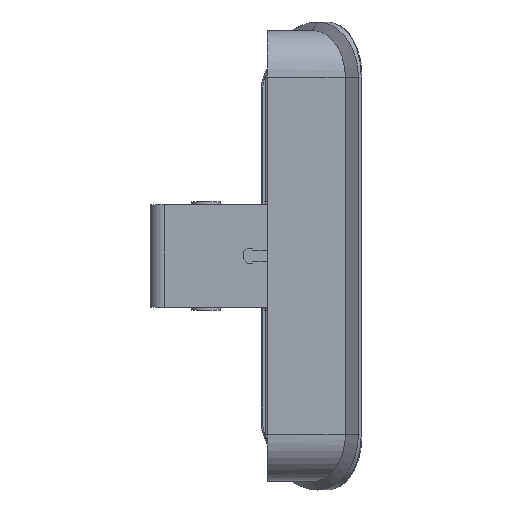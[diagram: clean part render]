
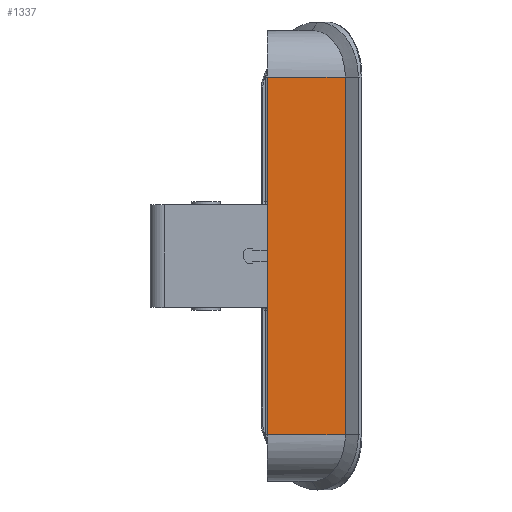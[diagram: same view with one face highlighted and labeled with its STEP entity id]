
A CAD part, top view. The second image highlights one B-rep face of the part: STEP entity #1337.
In plain terms, the highlighted face is planar.
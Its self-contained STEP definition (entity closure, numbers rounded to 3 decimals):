
#111 = EDGE_CURVE ( 'NONE', #3826, #4055, #1496, .T. ) ;
#742 = CARTESIAN_POINT ( 'NONE',  ( 129.2, -146., 212.869 ) ) ;
#769 = DIRECTION ( 'NONE',  ( 0., -1., 0. ) ) ;
#908 = CARTESIAN_POINT ( 'NONE',  ( 129.2, -268., 186.3 ) ) ;
#1111 = LINE ( 'NONE', #2276, #3280 ) ;
#1337 = ADVANCED_FACE ( 'NONE', ( #3988 ), #4769, .T. ) ;
#1496 = LINE ( 'NONE', #2575, #5217 ) ;
#1602 = VECTOR ( 'NONE', #4906, 1000. ) ;
#1806 = LINE ( 'NONE', #3808, #1602 ) ;
#2276 = CARTESIAN_POINT ( 'NONE',  ( 129.2, -268., 186.3 ) ) ;
#2575 = CARTESIAN_POINT ( 'NONE',  ( 129.2, -268., 186.3 ) ) ;
#2682 = ORIENTED_EDGE ( 'NONE', *, *, #2760, .T. ) ;
#2692 = DIRECTION ( 'NONE',  ( 0., -1., 0. ) ) ;
#2720 = DIRECTION ( 'NONE',  ( 0., 0., 1. ) ) ;
#2729 = ORIENTED_EDGE ( 'NONE', *, *, #4445, .F. ) ;
#2760 = EDGE_CURVE ( 'NONE', #3492, #3826, #1111, .T. ) ;
#2768 = LINE ( 'NONE', #4869, #5092 ) ;
#2812 = VERTEX_POINT ( 'NONE', #742 ) ;
#2836 = ORIENTED_EDGE ( 'NONE', *, *, #5187, .T. ) ;
#3108 = CARTESIAN_POINT ( 'NONE',  ( 129.2, -268., 186.3 ) ) ;
#3280 = VECTOR ( 'NONE', #2692, 1000. ) ;
#3492 = VERTEX_POINT ( 'NONE', #4907 ) ;
#3808 = CARTESIAN_POINT ( 'NONE',  ( 129.2, -146., 186.3 ) ) ;
#3826 = VERTEX_POINT ( 'NONE', #908 ) ;
#3869 = ORIENTED_EDGE ( 'NONE', *, *, #111, .T. ) ;
#3928 = DIRECTION ( 'NONE',  ( 0., 0., 1. ) ) ;
#3945 = DIRECTION ( 'NONE',  ( -1., 0., 0. ) ) ;
#3988 = FACE_OUTER_BOUND ( 'NONE', #4131, .T. ) ;
#4055 = VERTEX_POINT ( 'NONE', #5138 ) ;
#4131 = EDGE_LOOP ( 'NONE', ( #3869, #2729, #2836, #2682 ) ) ;
#4198 = AXIS2_PLACEMENT_3D ( 'NONE', #3108, #3945, #2720 ) ;
#4445 = EDGE_CURVE ( 'NONE', #2812, #4055, #2768, .T. ) ;
#4769 = PLANE ( 'NONE',  #4198 ) ;
#4869 = CARTESIAN_POINT ( 'NONE',  ( 129.2, -207., 212.869 ) ) ;
#4906 = DIRECTION ( 'NONE',  ( 0., 0., -1. ) ) ;
#4907 = CARTESIAN_POINT ( 'NONE',  ( 129.2, -146., 186.3 ) ) ;
#5092 = VECTOR ( 'NONE', #769, 1000. ) ;
#5138 = CARTESIAN_POINT ( 'NONE',  ( 129.2, -268., 212.869 ) ) ;
#5187 = EDGE_CURVE ( 'NONE', #2812, #3492, #1806, .T. ) ;
#5217 = VECTOR ( 'NONE', #3928, 1000. ) ;
